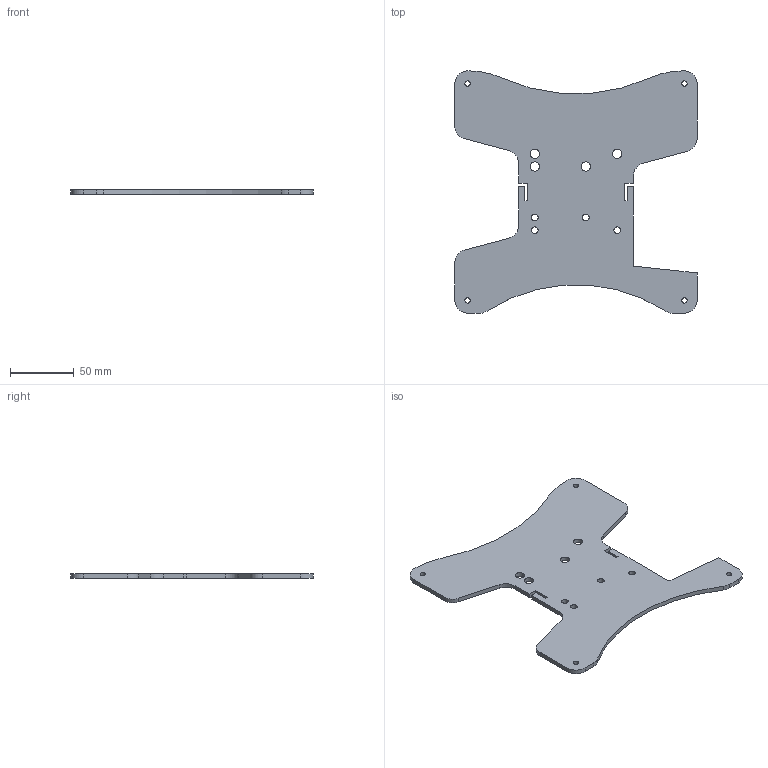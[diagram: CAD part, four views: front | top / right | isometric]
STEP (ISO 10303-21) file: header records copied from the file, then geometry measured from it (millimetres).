
FILE_DESCRIPTION(/* description */ ('STEP AP214'),/* implementation_level */ '2;1');
FILE_NAME(/* name */ 'ender3_y_carriage.step',/* time_stamp */ '2025-04-24T07:07:57-05:00',/* author */ (''),/* organization */ (''),/* preprocessor_version */ 'ST-DEVELOPER v20.1',/* originating_system */ 'Autodesk Translation Framework v14.4.0.0',/* authorisation */ '');
FILE_SCHEMA (('AUTOMOTIVE_DESIGN { 1 0 10303 214 3 1 1 }'));
Length unit declared in the file: millimetre
Products named in the file (1): Bed_Carriage
Bounding box: 190 x 190 x 3.5 mm (x, y, z)
Volume: 81940.3 mm3; surface area: 50969.5 mm2
Topology: 1 solids, 1 shells, 58 faces, 168 edges, 112 vertices
Faces by surface type: plane 29, cylinder 29
Full cylindrical faces by diameter (mm): 4.2 x4, 5.2 x4, 7.3 x4
Entity records: 2018 total; most frequent: DIRECTION 344, CARTESIAN_POINT 339, ORIENTED_EDGE 336, EDGE_CURVE 168, AXIS2_PLACEMENT_3D 117, VERTEX_POINT 112, LINE 110, VECTOR 110
